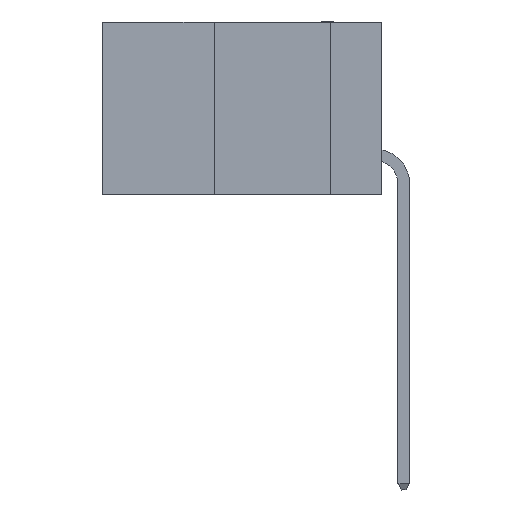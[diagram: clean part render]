
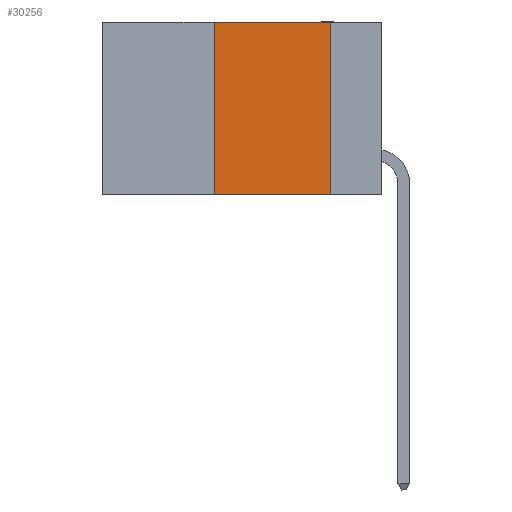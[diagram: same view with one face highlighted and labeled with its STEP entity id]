
A CAD part, left-side view. The second image highlights one B-rep face of the part: STEP entity #30256.
In plain terms, the highlighted planar face has unit normal (-1, 0, 0).
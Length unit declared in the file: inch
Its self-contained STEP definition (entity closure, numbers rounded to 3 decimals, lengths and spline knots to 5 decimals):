
#150 = LINE ( 'NONE', #20073, #24537 ) ;
#908 = VECTOR ( 'NONE', #3105, 39.37008 ) ;
#920 = ORIENTED_EDGE ( 'NONE', *, *, #37328, .F. ) ;
#3105 = DIRECTION ( 'NONE',  ( 0., -1., 0. ) ) ;
#3511 = ORIENTED_EDGE ( 'NONE', *, *, #15890, .F. ) ;
#6298 = CARTESIAN_POINT ( 'NONE',  ( 0., 0.11, -0.37 ) ) ;
#7354 = ORIENTED_EDGE ( 'NONE', *, *, #7749, .F. ) ;
#7749 = EDGE_CURVE ( 'NONE', #9898, #28410, #9411, .T. ) ;
#9033 = AXIS2_PLACEMENT_3D ( 'NONE', #33254, #14314, #36430 ) ;
#9411 = LINE ( 'NONE', #18944, #908 ) ;
#9898 = VERTEX_POINT ( 'NONE', #37915 ) ;
#10355 = CARTESIAN_POINT ( 'NONE',  ( 0., 0.36, -0.37 ) ) ;
#12070 = VECTOR ( 'NONE', #39414, 39.37008 ) ;
#14314 = DIRECTION ( 'NONE',  ( 1., 0., 0. ) ) ;
#14397 = VERTEX_POINT ( 'NONE', #6298 ) ;
#14739 = CARTESIAN_POINT ( 'NONE',  ( 0., 0.11, 0. ) ) ;
#14929 = VECTOR ( 'NONE', #31592, 39.37008 ) ;
#15818 = CARTESIAN_POINT ( 'NONE',  ( 0., 0.6, -0.37 ) ) ;
#15890 = EDGE_CURVE ( 'NONE', #28410, #14397, #20465, .T. ) ;
#18944 = CARTESIAN_POINT ( 'NONE',  ( 0., 0.6, 0. ) ) ;
#19987 = VERTEX_POINT ( 'NONE', #10355 ) ;
#20073 = CARTESIAN_POINT ( 'NONE',  ( 0., 0.36, 0. ) ) ;
#20465 = LINE ( 'NONE', #33109, #12070 ) ;
#20585 = EDGE_LOOP ( 'NONE', ( #3511, #7354, #920, #25355 ) ) ;
#23275 = DIRECTION ( 'NONE',  ( 0., 0., 1. ) ) ;
#23335 = LINE ( 'NONE', #15818, #14929 ) ;
#23711 = PLANE ( 'NONE',  #9033 ) ;
#24537 = VECTOR ( 'NONE', #23275, 39.37008 ) ;
#24630 = EDGE_CURVE ( 'NONE', #19987, #14397, #23335, .T. ) ;
#25355 = ORIENTED_EDGE ( 'NONE', *, *, #24630, .T. ) ;
#28410 = VERTEX_POINT ( 'NONE', #14739 ) ;
#30256 = ADVANCED_FACE ( 'NONE', ( #33779 ), #23711, .F. ) ;
#31592 = DIRECTION ( 'NONE',  ( 0., -1., 0. ) ) ;
#33109 = CARTESIAN_POINT ( 'NONE',  ( 0., 0.11, 0. ) ) ;
#33254 = CARTESIAN_POINT ( 'NONE',  ( 0., 0.6, 0. ) ) ;
#33779 = FACE_OUTER_BOUND ( 'NONE', #20585, .T. ) ;
#36430 = DIRECTION ( 'NONE',  ( 0., 0., -1. ) ) ;
#37328 = EDGE_CURVE ( 'NONE', #19987, #9898, #150, .T. ) ;
#37915 = CARTESIAN_POINT ( 'NONE',  ( 0., 0.36, 0. ) ) ;
#39414 = DIRECTION ( 'NONE',  ( 0., 0., -1. ) ) ;
